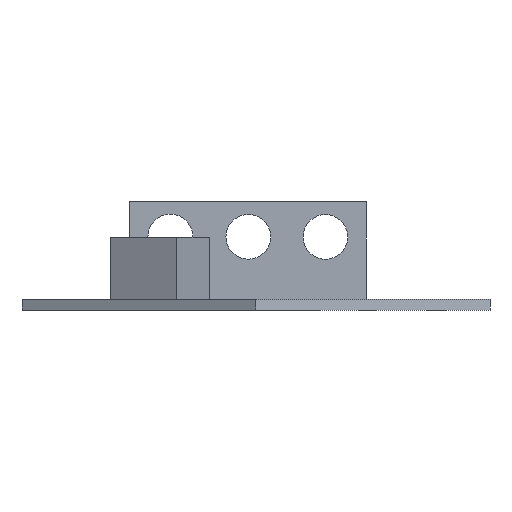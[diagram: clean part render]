
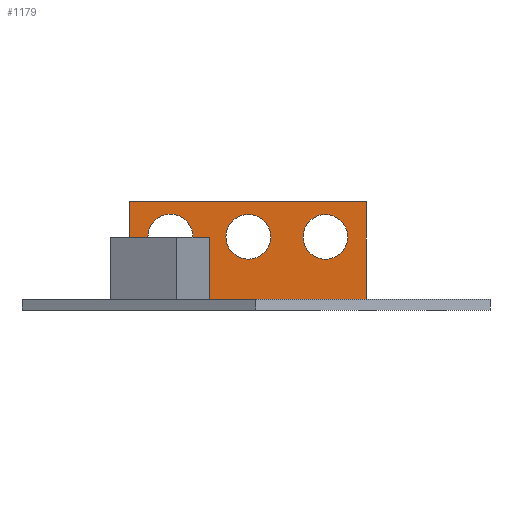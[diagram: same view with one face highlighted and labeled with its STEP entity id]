
A CAD part, front view. The second image highlights one B-rep face of the part: STEP entity #1179.
In plain terms, the highlighted planar face has unit normal (0, -1, 0).
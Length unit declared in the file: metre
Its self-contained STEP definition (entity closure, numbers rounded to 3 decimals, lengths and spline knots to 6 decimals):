
#75=LINE('',#1824,#167);
#85=LINE('',#1846,#177);
#86=LINE('',#1854,#178);
#87=LINE('',#1856,#179);
#167=VECTOR('',#1490,1.);
#177=VECTOR('',#1506,1.);
#178=VECTOR('',#1515,1.);
#179=VECTOR('',#1516,1.);
#333=ORIENTED_EDGE('',*,*,#594,.T.);
#334=ORIENTED_EDGE('',*,*,#595,.T.);
#335=ORIENTED_EDGE('',*,*,#596,.T.);
#336=ORIENTED_EDGE('',*,*,#597,.F.);
#337=ORIENTED_EDGE('',*,*,#598,.T.);
#338=ORIENTED_EDGE('',*,*,#582,.F.);
#339=ORIENTED_EDGE('',*,*,#593,.F.);
#582=EDGE_CURVE('',#718,#719,#75,.T.);
#593=EDGE_CURVE('',#727,#718,#85,.T.);
#594=EDGE_CURVE('',#728,#728,#807,.T.);
#595=EDGE_CURVE('',#729,#729,#808,.F.);
#596=EDGE_CURVE('',#730,#730,#809,.T.);
#597=EDGE_CURVE('',#731,#727,#86,.T.);
#598=EDGE_CURVE('',#731,#719,#87,.T.);
#718=VERTEX_POINT('',#1823);
#719=VERTEX_POINT('',#1825);
#727=VERTEX_POINT('',#1845);
#728=VERTEX_POINT('',#1849);
#729=VERTEX_POINT('',#1851);
#730=VERTEX_POINT('',#1853);
#731=VERTEX_POINT('',#1855);
#807=CIRCLE('',#1288,0.004117);
#808=CIRCLE('',#1289,0.004123);
#809=CIRCLE('',#1290,0.004123);
#884=EDGE_LOOP('',(#333));
#885=EDGE_LOOP('',(#334));
#886=EDGE_LOOP('',(#335));
#887=EDGE_LOOP('',(#336,#337,#338,#339));
#1030=FACE_BOUND('',#884,.T.);
#1031=FACE_BOUND('',#885,.T.);
#1032=FACE_BOUND('',#886,.T.);
#1033=FACE_BOUND('',#887,.T.);
#1136=PLANE('',#1287);
#1179=ADVANCED_FACE('',(#1030,#1031,#1032,#1033),#1136,.T.);
#1287=AXIS2_PLACEMENT_3D('',#1847,#1507,#1508);
#1288=AXIS2_PLACEMENT_3D('',#1848,#1509,#1510);
#1289=AXIS2_PLACEMENT_3D('',#1850,#1511,#1512);
#1290=AXIS2_PLACEMENT_3D('',#1852,#1513,#1514);
#1490=DIRECTION('',(1.,0.,0.));
#1506=DIRECTION('',(0.,0.,1.));
#1507=DIRECTION('',(0.,-1.,0.));
#1508=DIRECTION('',(1.,0.,0.));
#1509=DIRECTION('',(0.,1.,0.));
#1510=DIRECTION('',(1.,0.,0.));
#1511=DIRECTION('',(0.,-1.,0.));
#1512=DIRECTION('',(0.,0.,-1.));
#1513=DIRECTION('',(0.,1.,0.));
#1514=DIRECTION('',(1.,0.,0.));
#1515=DIRECTION('',(-1.,0.,0.));
#1516=DIRECTION('',(0.,0.,1.));
#1823=CARTESIAN_POINT('',(-0.0233,0.459357,0.038));
#1824=CARTESIAN_POINT('',(0.0203,0.459357,0.038));
#1825=CARTESIAN_POINT('',(0.0203,0.459357,0.038));
#1845=CARTESIAN_POINT('',(-0.0233,0.459357,0.02));
#1846=CARTESIAN_POINT('',(-0.0233,0.459357,0.02));
#1847=CARTESIAN_POINT('',(-0.0233,0.459357,0.02));
#1848=CARTESIAN_POINT('',(0.012787,0.459357,0.031519));
#1849=CARTESIAN_POINT('',(0.016904,0.459357,0.031519));
#1850=CARTESIAN_POINT('',(-0.001414,0.459357,0.031532));
#1851=CARTESIAN_POINT('',(-0.001414,0.459357,0.027409));
#1852=CARTESIAN_POINT('',(-0.015798,0.459357,0.031604));
#1853=CARTESIAN_POINT('',(-0.011675,0.459357,0.031604));
#1854=CARTESIAN_POINT('',(-0.01165,0.459357,0.02));
#1855=CARTESIAN_POINT('',(0.0203,0.459357,0.02));
#1856=CARTESIAN_POINT('',(0.0203,0.459357,0.02));
